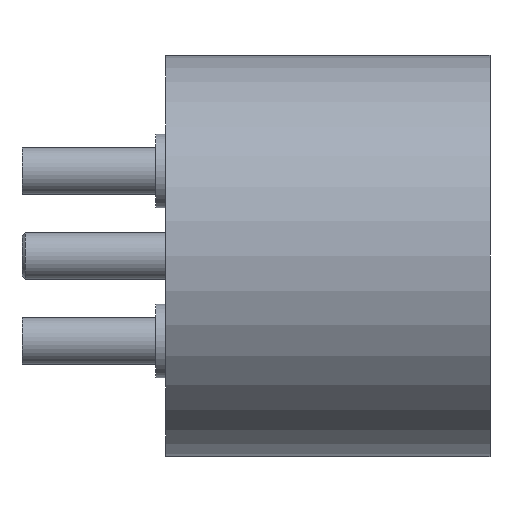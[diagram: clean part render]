
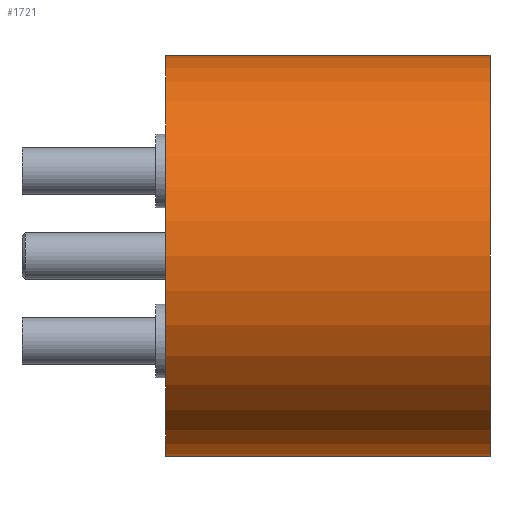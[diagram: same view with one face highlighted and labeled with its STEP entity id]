
A CAD part, front view. The second image highlights one B-rep face of the part: STEP entity #1721.
In plain terms, the highlighted cylindrical face has radius 3 mm (diameter 6 mm), a partial arc.
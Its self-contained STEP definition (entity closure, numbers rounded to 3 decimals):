
#1 = CARTESIAN_POINT ( 'NONE',  ( 3., 0., 0. ) ) ;
#49 = CARTESIAN_POINT ( 'NONE',  ( 3., 0., 0. ) ) ;
#125 = VECTOR ( 'NONE', #1538, 1000. ) ;
#264 = DIRECTION ( 'NONE',  ( 0., 0., 1. ) ) ;
#323 = DIRECTION ( 'NONE',  ( 0., 0., 1. ) ) ;
#356 = LINE ( 'NONE', #1, #541 ) ;
#541 = VECTOR ( 'NONE', #264, 1000. ) ;
#640 = CARTESIAN_POINT ( 'NONE',  ( 0., 0., 0. ) ) ;
#714 = LINE ( 'NONE', #1077, #125 ) ;
#736 = ORIENTED_EDGE ( 'NONE', *, *, #1506, .F. ) ;
#834 = EDGE_LOOP ( 'NONE', ( #736, #2671, #1032, #1887 ) ) ;
#989 = VERTEX_POINT ( 'NONE', #1448 ) ;
#1028 = CIRCLE ( 'NONE', #2549, 3. ) ;
#1032 = ORIENTED_EDGE ( 'NONE', *, *, #1785, .T. ) ;
#1077 = CARTESIAN_POINT ( 'NONE',  ( -3., 0., 0. ) ) ;
#1405 = CIRCLE ( 'NONE', #2089, 3. ) ;
#1408 = EDGE_CURVE ( 'NONE', #989, #1722, #1028, .T. ) ;
#1448 = CARTESIAN_POINT ( 'NONE',  ( -3., 0., -4.85 ) ) ;
#1480 = CARTESIAN_POINT ( 'NONE',  ( -3., 0., 0. ) ) ;
#1506 = EDGE_CURVE ( 'NONE', #989, #2853, #714, .T. ) ;
#1538 = DIRECTION ( 'NONE',  ( 0., 0., 1. ) ) ;
#1670 = DIRECTION ( 'NONE',  ( 0., 0., 1. ) ) ;
#1721 = ADVANCED_FACE ( 'NONE', ( #2649 ), #3053, .T. ) ;
#1722 = VERTEX_POINT ( 'NONE', #3054 ) ;
#1748 = AXIS2_PLACEMENT_3D ( 'NONE', #2570, #1670, #2842 ) ;
#1785 = EDGE_CURVE ( 'NONE', #1722, #2326, #356, .T. ) ;
#1887 = ORIENTED_EDGE ( 'NONE', *, *, #2101, .F. ) ;
#1943 = DIRECTION ( 'NONE',  ( 1., 0., 0. ) ) ;
#2089 = AXIS2_PLACEMENT_3D ( 'NONE', #640, #3004, #3035 ) ;
#2101 = EDGE_CURVE ( 'NONE', #2853, #2326, #1405, .T. ) ;
#2326 = VERTEX_POINT ( 'NONE', #49 ) ;
#2454 = CARTESIAN_POINT ( 'NONE',  ( 0., 0., -4.85 ) ) ;
#2549 = AXIS2_PLACEMENT_3D ( 'NONE', #2454, #323, #1943 ) ;
#2570 = CARTESIAN_POINT ( 'NONE',  ( 0., 0., 0. ) ) ;
#2649 = FACE_OUTER_BOUND ( 'NONE', #834, .T. ) ;
#2671 = ORIENTED_EDGE ( 'NONE', *, *, #1408, .T. ) ;
#2842 = DIRECTION ( 'NONE',  ( 1., 0., 0. ) ) ;
#2853 = VERTEX_POINT ( 'NONE', #1480 ) ;
#3004 = DIRECTION ( 'NONE',  ( 0., 0., 1. ) ) ;
#3035 = DIRECTION ( 'NONE',  ( 1., 0., 0. ) ) ;
#3053 = CYLINDRICAL_SURFACE ( 'NONE', #1748, 3. ) ;
#3054 = CARTESIAN_POINT ( 'NONE',  ( 3., 0., -4.85 ) ) ;
